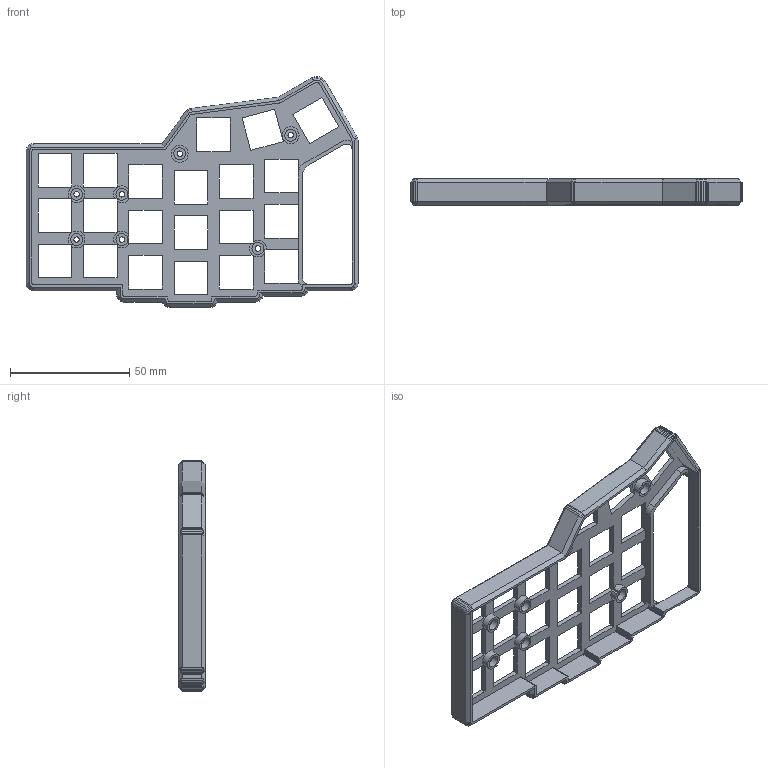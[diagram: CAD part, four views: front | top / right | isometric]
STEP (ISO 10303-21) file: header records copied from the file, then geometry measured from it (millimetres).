
FILE_DESCRIPTION(/* description */ (''),/* implementation_level */ '2;1');
FILE_NAME(/* name */ 'uniCorne-cherry-mx-3x6-left.step',/* time_stamp */ '2024-02-15T22:24:34+08:00',/* author */ (''),/* organization */ (''),/* preprocessor_version */ 'ST-DEVELOPER v20',/* originating_system */ 'Autodesk Translation Framework v12.20.1.177',/* authorisation */ '');
FILE_SCHEMA (('AUTOMOTIVE_DESIGN { 1 0 10303 214 3 1 1 }'));
Length unit declared in the file: millimetre
Products named in the file (1): uniCorne-cherry-mx-3x6-CR2-25T
Bounding box: 139.15 x 11 x 96.8 mm (x, y, z)
Volume: 18477.8 mm3; surface area: 21064.5 mm2
Topology: 1 solids, 1 shells, 504 faces, 1346 edges, 844 vertices
Faces by surface type: plane 469, cylinder 32, cone 3
Full cylindrical faces by diameter (mm): 2.3 x7, 5 x7, 7 x2
Entity records: 15373 total; most frequent: CARTESIAN_POINT 2697, ORIENTED_EDGE 2692, DIRECTION 2434, EDGE_CURVE 1346, LINE 1266, VECTOR 1266, VERTEX_POINT 844, AXIS2_PLACEMENT_3D 584
